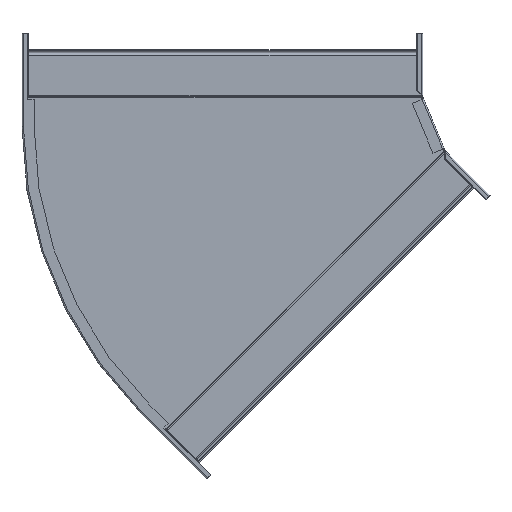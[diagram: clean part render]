
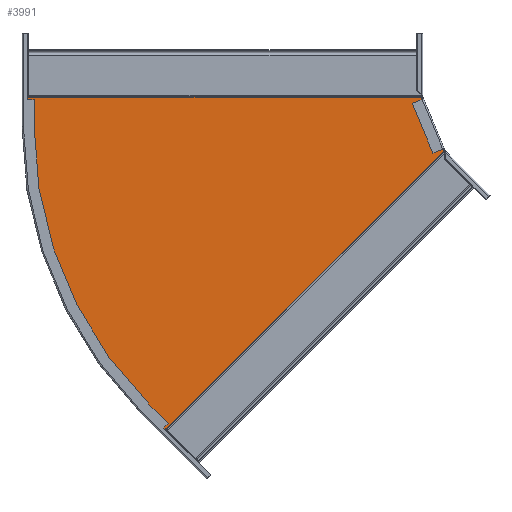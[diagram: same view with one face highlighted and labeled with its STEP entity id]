
A CAD part, front view. The second image highlights one B-rep face of the part: STEP entity #3991.
In plain terms, the highlighted planar face has unit normal (0, -1, 0).
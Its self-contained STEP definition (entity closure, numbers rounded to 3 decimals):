
#19 = LINE ( 'NONE', #1265, #4970 ) ;
#84 = EDGE_CURVE ( 'NONE', #2884, #1732, #4383, .T. ) ;
#88 = ORIENTED_EDGE ( 'NONE', *, *, #3672, .T. ) ;
#135 = EDGE_LOOP ( 'NONE', ( #5303, #2074, #88, #1216, #4456, #2568, #1192, #4008, #3713, #2586, #3688, #3606 ) ) ;
#151 = CARTESIAN_POINT ( 'NONE',  ( -360.205, -1., -355.584 ) ) ;
#156 = VECTOR ( 'NONE', #1833, 1000. ) ;
#178 = VECTOR ( 'NONE', #1748, 1000. ) ;
#309 = EDGE_CURVE ( 'NONE', #3730, #2645, #1222, .T. ) ;
#436 = CARTESIAN_POINT ( 'NONE',  ( -334.611, -1., -381.178 ) ) ;
#460 = LINE ( 'NONE', #1214, #4770 ) ;
#564 = CARTESIAN_POINT ( 'NONE',  ( 13.639, -1., -32.928 ) ) ;
#601 = CARTESIAN_POINT ( 'NONE',  ( -334.611, -1., -381.178 ) ) ;
#660 = EDGE_CURVE ( 'NONE', #3743, #1269, #460, .T. ) ;
#665 = DIRECTION ( 'NONE',  ( -0.707, 0., -0.707 ) ) ;
#726 = DIRECTION ( 'NONE',  ( -0.707, 0., 0.707 ) ) ;
#1005 = DIRECTION ( 'NONE',  ( 0., -1., 0. ) ) ;
#1079 = AXIS2_PLACEMENT_3D ( 'NONE', #1868, #1005, #1393 ) ;
#1129 = VECTOR ( 'NONE', #5185, 1000. ) ;
#1192 = ORIENTED_EDGE ( 'NONE', *, *, #84, .T. ) ;
#1210 = VECTOR ( 'NONE', #4707, 1000. ) ;
#1214 = CARTESIAN_POINT ( 'NONE',  ( -292.892, -1., -413.705 ) ) ;
#1216 = ORIENTED_EDGE ( 'NONE', *, *, #4855, .T. ) ;
#1222 = LINE ( 'NONE', #2985, #1210 ) ;
#1237 = VERTEX_POINT ( 'NONE', #2546 ) ;
#1265 = CARTESIAN_POINT ( 'NONE',  ( -8.802, -1., 21.249 ) ) ;
#1269 = VERTEX_POINT ( 'NONE', #2517 ) ;
#1297 = VERTEX_POINT ( 'NONE', #3911 ) ;
#1393 = DIRECTION ( 'NONE',  ( 0., 0., -1. ) ) ;
#1402 = EDGE_CURVE ( 'NONE', #3730, #1237, #2653, .T. ) ;
#1476 = FACE_OUTER_BOUND ( 'NONE', #135, .T. ) ;
#1709 = LINE ( 'NONE', #2964, #1129 ) ;
#1732 = VERTEX_POINT ( 'NONE', #436 ) ;
#1744 = EDGE_CURVE ( 'NONE', #5516, #2203, #2177, .T. ) ;
#1748 = DIRECTION ( 'NONE',  ( 0., 0., 1. ) ) ;
#1784 = LINE ( 'NONE', #564, #5144 ) ;
#1824 = CARTESIAN_POINT ( 'NONE',  ( -499.639, -1., 85.428 ) ) ;
#1833 = DIRECTION ( 'NONE',  ( -1., 0., 0. ) ) ;
#1858 = CARTESIAN_POINT ( 'NONE',  ( -7.889, -1., 33.574 ) ) ;
#1868 = CARTESIAN_POINT ( 'NONE',  ( -7.889, -1., -3.268 ) ) ;
#1927 = CARTESIAN_POINT ( 'NONE',  ( -13.639, -1., 32.928 ) ) ;
#1965 = VERTEX_POINT ( 'NONE', #4248 ) ;
#1986 = CARTESIAN_POINT ( 'NONE',  ( -13.639, -1., 33.574 ) ) ;
#2068 = DIRECTION ( 'NONE',  ( 0., 0., -1. ) ) ;
#2074 = ORIENTED_EDGE ( 'NONE', *, *, #1402, .T. ) ;
#2177 = LINE ( 'NONE', #3913, #178 ) ;
#2203 = VERTEX_POINT ( 'NONE', #2333 ) ;
#2327 = DIRECTION ( 'NONE',  ( 0., 0., -1. ) ) ;
#2333 = CARTESIAN_POINT ( 'NONE',  ( -506.139, -1., 32.928 ) ) ;
#2378 = LINE ( 'NONE', #3607, #4966 ) ;
#2515 = EDGE_CURVE ( 'NONE', #3255, #3743, #1709, .T. ) ;
#2517 = CARTESIAN_POINT ( 'NONE',  ( -330.015, -1., -376.581 ) ) ;
#2546 = CARTESIAN_POINT ( 'NONE',  ( -499.639, -1., 33.574 ) ) ;
#2566 = VECTOR ( 'NONE', #4437, 1000. ) ;
#2568 = ORIENTED_EDGE ( 'NONE', *, *, #2647, .F. ) ;
#2571 = CIRCLE ( 'NONE', #3755, 498.25 ) ;
#2586 = ORIENTED_EDGE ( 'NONE', *, *, #2515, .F. ) ;
#2608 = DIRECTION ( 'NONE',  ( -0.707, 0., 0.707 ) ) ;
#2621 = VECTOR ( 'NONE', #665, 1000. ) ;
#2645 = VERTEX_POINT ( 'NONE', #1927 ) ;
#2647 = EDGE_CURVE ( 'NONE', #2884, #5516, #2571, .T. ) ;
#2653 = LINE ( 'NONE', #1858, #156 ) ;
#2817 = DIRECTION ( 'NONE',  ( 0., 1., 0. ) ) ;
#2884 = VERTEX_POINT ( 'NONE', #4408 ) ;
#2903 = CARTESIAN_POINT ( 'NONE',  ( -7.889, -1., -3.268 ) ) ;
#2964 = CARTESIAN_POINT ( 'NONE',  ( 18.162, -1., -29.318 ) ) ;
#2985 = CARTESIAN_POINT ( 'NONE',  ( -13.639, -1., 32.928 ) ) ;
#3255 = VERTEX_POINT ( 'NONE', #4835 ) ;
#3300 = EDGE_CURVE ( 'NONE', #1269, #1732, #4861, .T. ) ;
#3453 = DIRECTION ( 'NONE',  ( 0.383, 0., -0.924 ) ) ;
#3577 = EDGE_CURVE ( 'NONE', #2645, #1297, #19, .T. ) ;
#3606 = ORIENTED_EDGE ( 'NONE', *, *, #3577, .F. ) ;
#3607 = CARTESIAN_POINT ( 'NONE',  ( -506.139, -1., 32.928 ) ) ;
#3672 = EDGE_CURVE ( 'NONE', #1237, #1965, #3983, .T. ) ;
#3688 = ORIENTED_EDGE ( 'NONE', *, *, #4726, .T. ) ;
#3713 = ORIENTED_EDGE ( 'NONE', *, *, #660, .F. ) ;
#3730 = VERTEX_POINT ( 'NONE', #1986 ) ;
#3743 = VERTEX_POINT ( 'NONE', #5434 ) ;
#3755 = AXIS2_PLACEMENT_3D ( 'NONE', #2903, #2817, #2068 ) ;
#3911 = CARTESIAN_POINT ( 'NONE',  ( 13.639, -1., -32.928 ) ) ;
#3913 = CARTESIAN_POINT ( 'NONE',  ( -506.139, -1., -3.268 ) ) ;
#3983 = LINE ( 'NONE', #1824, #4313 ) ;
#3991 = ADVANCED_FACE ( 'NONE', ( #1476 ), #5290, .T. ) ;
#4008 = ORIENTED_EDGE ( 'NONE', *, *, #3300, .F. ) ;
#4248 = CARTESIAN_POINT ( 'NONE',  ( -499.639, -1., 32.928 ) ) ;
#4313 = VECTOR ( 'NONE', #2327, 1000. ) ;
#4383 = LINE ( 'NONE', #151, #2566 ) ;
#4408 = CARTESIAN_POINT ( 'NONE',  ( -360.205, -1., -355.584 ) ) ;
#4437 = DIRECTION ( 'NONE',  ( 0.707, 0., -0.707 ) ) ;
#4452 = CARTESIAN_POINT ( 'NONE',  ( -506.139, -1., -3.268 ) ) ;
#4456 = ORIENTED_EDGE ( 'NONE', *, *, #1744, .F. ) ;
#4707 = DIRECTION ( 'NONE',  ( 0., 0., -1. ) ) ;
#4726 = EDGE_CURVE ( 'NONE', #3255, #1297, #1784, .T. ) ;
#4770 = VECTOR ( 'NONE', #726, 1000. ) ;
#4835 = CARTESIAN_POINT ( 'NONE',  ( 14.096, -1., -33.384 ) ) ;
#4855 = EDGE_CURVE ( 'NONE', #1965, #2203, #2378, .T. ) ;
#4861 = LINE ( 'NONE', #601, #2621 ) ;
#4897 = DIRECTION ( 'NONE',  ( -1., 0., 0. ) ) ;
#4966 = VECTOR ( 'NONE', #4897, 1000. ) ;
#4970 = VECTOR ( 'NONE', #3453, 1000. ) ;
#5144 = VECTOR ( 'NONE', #2608, 1000. ) ;
#5185 = DIRECTION ( 'NONE',  ( -0.707, 0., -0.707 ) ) ;
#5290 = PLANE ( 'NONE',  #1079 ) ;
#5303 = ORIENTED_EDGE ( 'NONE', *, *, #309, .F. ) ;
#5434 = CARTESIAN_POINT ( 'NONE',  ( -329.558, -1., -377.038 ) ) ;
#5516 = VERTEX_POINT ( 'NONE', #4452 ) ;
